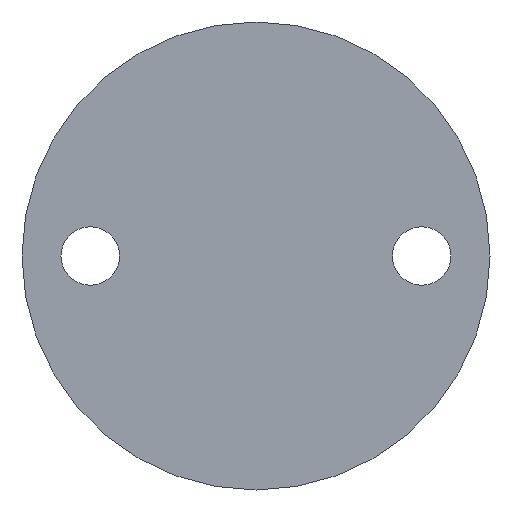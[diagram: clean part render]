
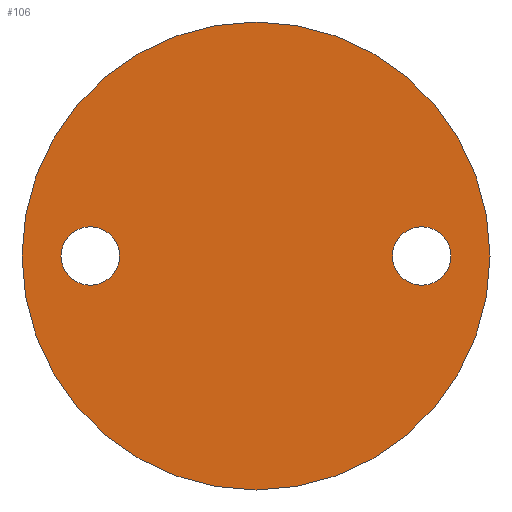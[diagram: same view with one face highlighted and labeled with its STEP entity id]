
A CAD part, front view. The second image highlights one B-rep face of the part: STEP entity #106.
In plain terms, the highlighted planar face has unit normal (0, -1, 0).
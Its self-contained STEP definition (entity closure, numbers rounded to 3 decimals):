
#17=FACE_BOUND('',#38,.T.);
#18=FACE_BOUND('',#39,.T.);
#20=PLANE('',#143);
#29=FACE_OUTER_BOUND('',#37,.T.);
#37=EDGE_LOOP('',(#97));
#38=EDGE_LOOP('',(#98));
#39=EDGE_LOOP('',(#99));
#51=CIRCLE('',#135,60.);
#54=CIRCLE('',#140,7.5);
#55=CIRCLE('',#142,7.5);
#59=VERTEX_POINT('',#188);
#62=VERTEX_POINT('',#197);
#63=VERTEX_POINT('',#201);
#69=EDGE_CURVE('',#59,#59,#51,.T.);
#73=EDGE_CURVE('',#62,#62,#54,.T.);
#75=EDGE_CURVE('',#63,#63,#55,.T.);
#97=ORIENTED_EDGE('',*,*,#69,.F.);
#98=ORIENTED_EDGE('',*,*,#75,.F.);
#99=ORIENTED_EDGE('',*,*,#73,.F.);
#106=ADVANCED_FACE('',(#29,#17,#18),#20,.F.);
#135=AXIS2_PLACEMENT_3D('',#190,#158,#159);
#140=AXIS2_PLACEMENT_3D('',#199,#169,#170);
#142=AXIS2_PLACEMENT_3D('',#203,#174,#175);
#143=AXIS2_PLACEMENT_3D('',#204,#176,#177);
#158=DIRECTION('center_axis',(0.,1.,0.));
#159=DIRECTION('ref_axis',(-1.,0.,0.));
#169=DIRECTION('center_axis',(0.,-1.,0.));
#170=DIRECTION('ref_axis',(1.,0.,0.));
#174=DIRECTION('center_axis',(0.,-1.,0.));
#175=DIRECTION('ref_axis',(1.,0.,0.));
#176=DIRECTION('center_axis',(0.,1.,0.));
#177=DIRECTION('ref_axis',(0.,0.,1.));
#188=CARTESIAN_POINT('',(60.,0.,0.));
#190=CARTESIAN_POINT('Origin',(0.,0.,0.));
#197=CARTESIAN_POINT('',(-50.,0.,0.));
#199=CARTESIAN_POINT('Origin',(-42.5,0.,0.));
#201=CARTESIAN_POINT('',(35.,0.,0.));
#203=CARTESIAN_POINT('Origin',(42.5,0.,0.));
#204=CARTESIAN_POINT('Origin',(0.,0.,0.));
